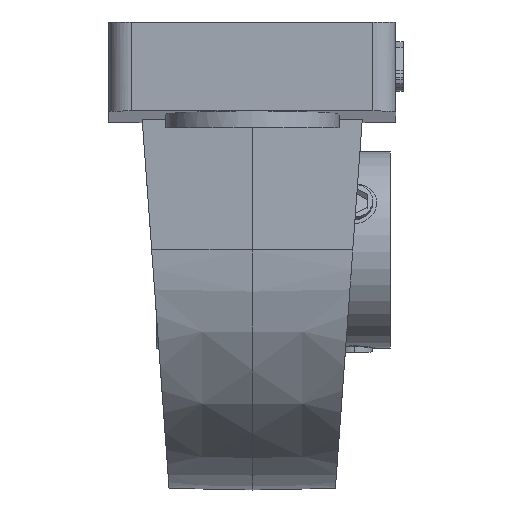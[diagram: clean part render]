
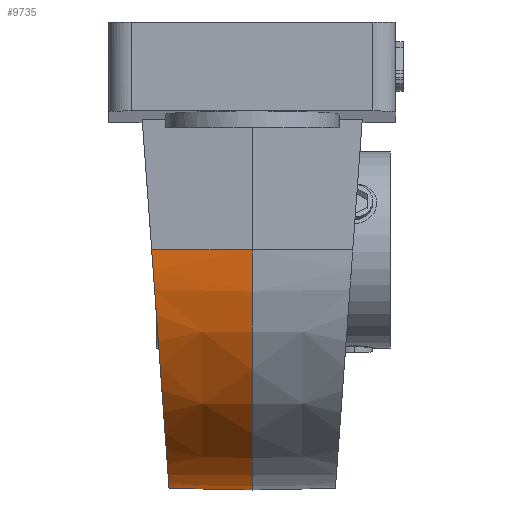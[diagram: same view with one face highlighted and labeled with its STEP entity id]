
A CAD part, left-side view. The second image highlights one B-rep face of the part: STEP entity #9735.
In plain terms, the highlighted conical face has half-angle 1.146 degrees and reference radius 31.667 mm.
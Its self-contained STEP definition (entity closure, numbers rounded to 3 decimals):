
#3380=CARTESIAN_POINT('',(0.,0.,0.8));
#3381=DIRECTION('',(0.,1.,0.));
#3382=DIRECTION('',(1.,0.,0.));
#3383=AXIS2_PLACEMENT_3D('',#3380,#3381,#3382);
#3463=DIRECTION('',(-0.02,1.,0.));
#3464=VECTOR('',#3463,13.321);
#3465=CARTESIAN_POINT('',(31.8,0.,0.8));
#3466=LINE('',#3465,#3464);
#3467=DIRECTION('',(-0.02,-1.,0.));
#3468=VECTOR('',#3467,13.321);
#3469=CARTESIAN_POINT('',(-31.534,13.319,0.8));
#3470=LINE('',#3469,#3468);
#3497=CARTESIAN_POINT('',(31.534,13.319,0.8));
#3498=CARTESIAN_POINT('',(31.539,13.048,-2.919));
#3499=CARTESIAN_POINT('',(30.526,12.608,-8.944));
#3500=CARTESIAN_POINT('',(26.609,12.051,-16.58));
#3501=CARTESIAN_POINT('',(22.476,11.679,-21.689));
#3502=CARTESIAN_POINT('',(17.372,11.377,-25.831));
#3503=CARTESIAN_POINT('',(11.652,11.162,-28.773));
#3504=CARTESIAN_POINT('',(6.71,11.061,-30.17));
#3505=CARTESIAN_POINT('',(2.819,11.022,-30.697));
#3506=CARTESIAN_POINT('',(0.,11.013,-30.821));
#3507=CARTESIAN_POINT('',(-2.819,11.022,
-30.697));
#3508=CARTESIAN_POINT('',(-6.71,11.061,
-30.17));
#3509=CARTESIAN_POINT('',(-11.652,11.162,
-28.773));
#3510=CARTESIAN_POINT('',(-17.372,11.377,
-25.831));
#3511=CARTESIAN_POINT('',(-22.476,11.679,
-21.689));
#3512=CARTESIAN_POINT('',(-26.609,12.051,
-16.58));
#3513=CARTESIAN_POINT('',(-30.526,12.608,
-8.944));
#3514=CARTESIAN_POINT('',(-31.539,13.048,
-2.919));
#3515=CARTESIAN_POINT('',(-31.534,13.319,0.8));
#3920=CARTESIAN_POINT('',(31.8,0.,0.8));
#3922=VERTEX_POINT('',#3920);
#3923=CARTESIAN_POINT('',(31.534,13.319,0.8));
#3924=VERTEX_POINT('',#3923);
#3925=CARTESIAN_POINT('',(-31.8,0.,0.8));
#3926=VERTEX_POINT('',#3925);
#3928=VERTEX_POINT('',#3515);
#9721=CARTESIAN_POINT('',(0.,6.659,0.8));
#9722=DIRECTION('',(0.,-1.,0.));
#9723=DIRECTION('',(1.,0.,0.));
#9724=AXIS2_PLACEMENT_3D('',#9721,#9722,#9723);
#9725=CONICAL_SURFACE('',#9724,31.667,1.146);
#9727=ORIENTED_EDGE('',*,*,#9726,.T.);
#9729=ORIENTED_EDGE('',*,*,#9728,.T.);
#9731=ORIENTED_EDGE('',*,*,#9730,.T.);
#9732=ORIENTED_EDGE('',*,*,#9695,.F.);
#9733=EDGE_LOOP('',(#9727,#9729,#9731,#9732));
#9734=FACE_OUTER_BOUND('',#9733,.F.);
#9735=ADVANCED_FACE('',(#9734),#9725,.T.);
#3384=CIRCLE('',#3383,31.8);
#3516=B_SPLINE_CURVE_WITH_KNOTS('',3,(#3497,#3498,#3499,#3500,#3501,#3502,#3503,
#3504,#3505,#3506,#3507,#3508,#3509,#3510,#3511,#3512,#3513,#3514,#3515),
.UNSPECIFIED.,.F.,.F.,(4,1,1,1,1,1,1,1,1,1,1,1,1,1,1,1,4),(0.,0.125,
0.188,0.25,0.313,0.375,0.438,0.469,0.5,0.531,0.563,
0.625,0.688,0.75,0.813,0.875,1.),.UNSPECIFIED.);
#9695=EDGE_CURVE('',#3922,#3926,#3384,.T.);
#9726=EDGE_CURVE('',#3922,#3924,#3466,.T.);
#9728=EDGE_CURVE('',#3924,#3928,#3516,.T.);
#9730=EDGE_CURVE('',#3928,#3926,#3470,.T.);
